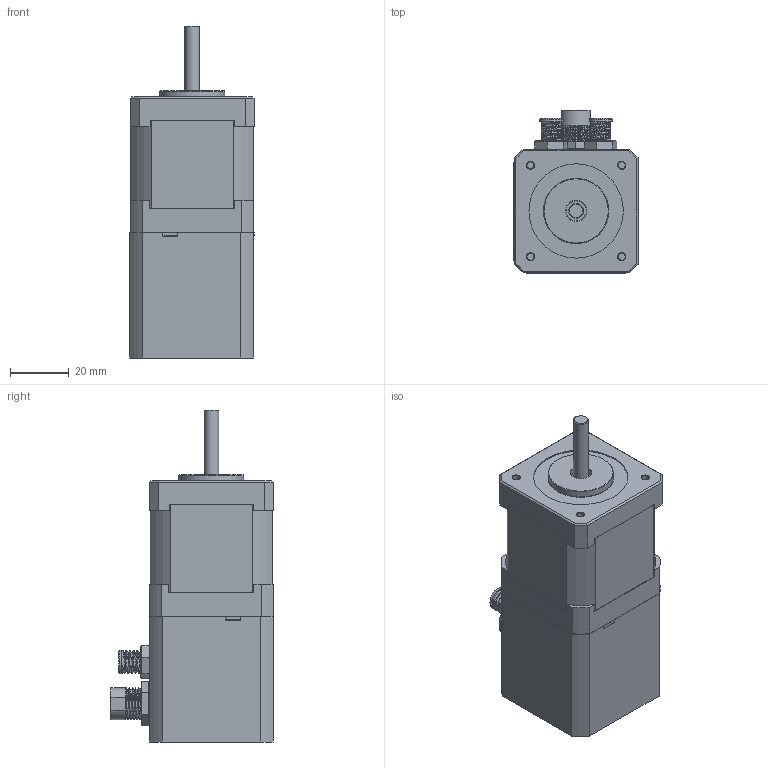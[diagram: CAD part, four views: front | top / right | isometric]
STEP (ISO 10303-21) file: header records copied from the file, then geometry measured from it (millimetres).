
FILE_DESCRIPTION(/* description */ (''),/* implementation_level */ '2;1');
FILE_NAME(/* name */ 'HDrive17-ETH-i-V3-lowPoly.step',/* time_stamp */ '2021-10-21T07:46:53+02:00',/* author */ (''),/* organization */ (''),/* preprocessor_version */ 'ST-DEVELOPER v18.1',/* originating_system */ 'Autodesk Translation Framework v10.10.0.1391',/* authorisation */ '');
FILE_SCHEMA (('AUTOMOTIVE_DESIGN { 1 0 10303 214 3 1 1 }'));
Length unit declared in the file: millimetre
Products named in the file (8): HDrive17-ETH-i-V3-lowPoly; 117005-B; 17014-C_Blende; M8_trachsler_4pole female; M8_trachsler 4pin male; Nema17_Stepper_bottom_assembly_lowpoly; HDrive_Deckel_v3 v41; Inlet_V5_laser
Assembly tree (8 placements, depth 3):
  HDrive17-ETH-i-V3-lowPoly
    117005-B
    17014-C_Blende
      M8_trachsler 4pin male  x2
      M8_trachsler_4pole female
    Nema17_Stepper_bottom_assembly_lowpoly
      HDrive_Deckel_v3 v41
      Inlet_V5_laser
Bounding box: 42.1 x 55.15 x 112.65 mm (x, y, z)
Volume: 92044.9 mm3; surface area: 40147.4 mm2
Topology: 8 solids, 8 shells, 591 faces, 1590 edges, 1035 vertices
Faces by surface type: plane 324, cylinder 210, cone 34, bspline 18, torus 5
Full cylindrical faces by diameter (mm): 1.2 x8, 1.5 x4, 2 x2, 2.075 x2, 2.4 x4, 2.5 x5, 2.6 x8, 2.7 x4, 3.5 x4, 4.6 x4, 5 x2, 5.05 x1, 6 x2, 6.327 x2, 6.446 x6, 6.5 x1, 7 x1, 7.605 x2, 7.866 x2, 8 x1, 8.5 x2, 9.744 x9, 10.8 x1, 11 x1, 12 x1, 14 x2, 14.5 x1, 16.05 x1, 22 x1, 25.905 x1
Entity records: 21309 total; most frequent: CARTESIAN_POINT 8579, ORIENTED_EDGE 2652, DIRECTION 2461, EDGE_CURVE 1326, VERTEX_POINT 864, AXIS2_PLACEMENT_3D 856, LINE 749, VECTOR 749
